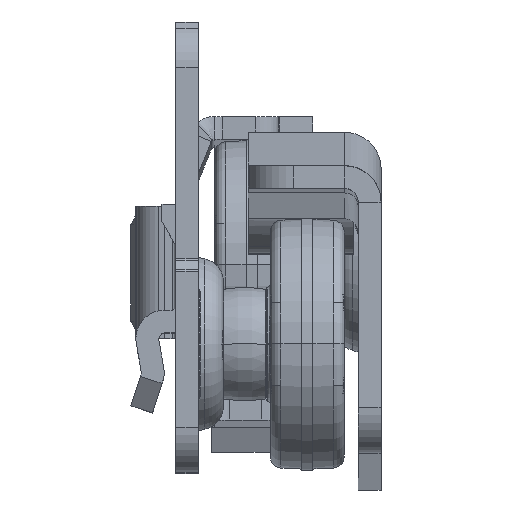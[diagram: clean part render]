
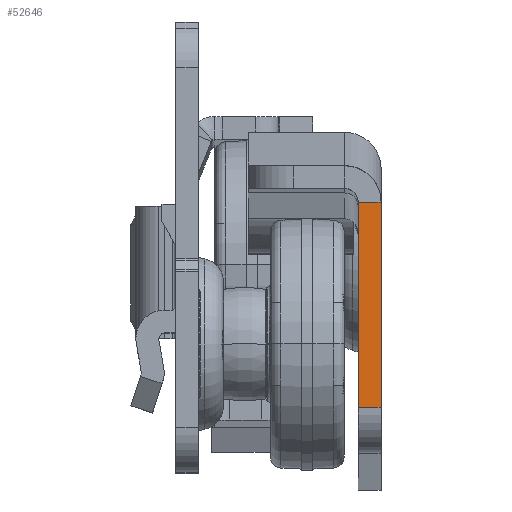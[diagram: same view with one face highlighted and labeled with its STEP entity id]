
A CAD part, top view. The second image highlights one B-rep face of the part: STEP entity #52646.
In plain terms, the highlighted face is planar.
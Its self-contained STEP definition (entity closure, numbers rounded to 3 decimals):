
#373 = FACE_OUTER_BOUND ( 'NONE', #43947, .T. ) ;
#633 = CARTESIAN_POINT ( 'NONE',  ( 0., 10.226, 445.5 ) ) ;
#1180 = CARTESIAN_POINT ( 'NONE',  ( -2., -11.75, 445.5 ) ) ;
#1729 = LINE ( 'NONE', #1180, #45620 ) ;
#1851 = LINE ( 'NONE', #34307, #21067 ) ;
#4447 = CARTESIAN_POINT ( 'NONE',  ( 0., -7.75, 445.5 ) ) ;
#5579 = VERTEX_POINT ( 'NONE', #24164 ) ;
#5669 = VERTEX_POINT ( 'NONE', #4447 ) ;
#5778 = DIRECTION ( 'NONE',  ( 0., -1., 0. ) ) ;
#6132 = VERTEX_POINT ( 'NONE', #39348 ) ;
#6310 = EDGE_CURVE ( 'NONE', #6132, #5579, #1729, .T. ) ;
#8960 = DIRECTION ( 'NONE',  ( 1., 0., 0. ) ) ;
#12713 = VECTOR ( 'NONE', #8960, 1000. ) ;
#12816 = CARTESIAN_POINT ( 'NONE',  ( -2., -11.75, 445.5 ) ) ;
#12828 = ORIENTED_EDGE ( 'NONE', *, *, #29520, .F. ) ;
#13396 = ORIENTED_EDGE ( 'NONE', *, *, #37006, .F. ) ;
#16827 = CARTESIAN_POINT ( 'NONE',  ( -2., 10.226, 445.5 ) ) ;
#18898 = ORIENTED_EDGE ( 'NONE', *, *, #6310, .T. ) ;
#21067 = VECTOR ( 'NONE', #43221, 1000. ) ;
#24164 = CARTESIAN_POINT ( 'NONE',  ( -2., -7.75, 445.5 ) ) ;
#24447 = EDGE_CURVE ( 'NONE', #5579, #5669, #1851, .T. ) ;
#29298 = DIRECTION ( 'NONE',  ( 0., 0., 1. ) ) ;
#29520 = EDGE_CURVE ( 'NONE', #6132, #39024, #49877, .T. ) ;
#29559 = DIRECTION ( 'NONE',  ( 1., 0., 0. ) ) ;
#30656 = VECTOR ( 'NONE', #45222, 1000. ) ;
#33360 = PLANE ( 'NONE',  #43840 ) ;
#34307 = CARTESIAN_POINT ( 'NONE',  ( -2., -7.75, 445.5 ) ) ;
#37006 = EDGE_CURVE ( 'NONE', #39024, #5669, #53115, .T. ) ;
#39024 = VERTEX_POINT ( 'NONE', #633 ) ;
#39348 = CARTESIAN_POINT ( 'NONE',  ( -2., 10.226, 445.5 ) ) ;
#43221 = DIRECTION ( 'NONE',  ( 1., 0., 0. ) ) ;
#43840 = AXIS2_PLACEMENT_3D ( 'NONE', #12816, #29298, #29559 ) ;
#43947 = EDGE_LOOP ( 'NONE', ( #12828, #18898, #48938, #13396 ) ) ;
#43975 = CARTESIAN_POINT ( 'NONE',  ( 0., -11.75, 445.5 ) ) ;
#45222 = DIRECTION ( 'NONE',  ( 0., -1., 0. ) ) ;
#45620 = VECTOR ( 'NONE', #5778, 1000. ) ;
#48938 = ORIENTED_EDGE ( 'NONE', *, *, #24447, .T. ) ;
#49877 = LINE ( 'NONE', #16827, #12713 ) ;
#52646 = ADVANCED_FACE ( 'NONE', ( #373 ), #33360, .T. ) ;
#53115 = LINE ( 'NONE', #43975, #30656 ) ;
